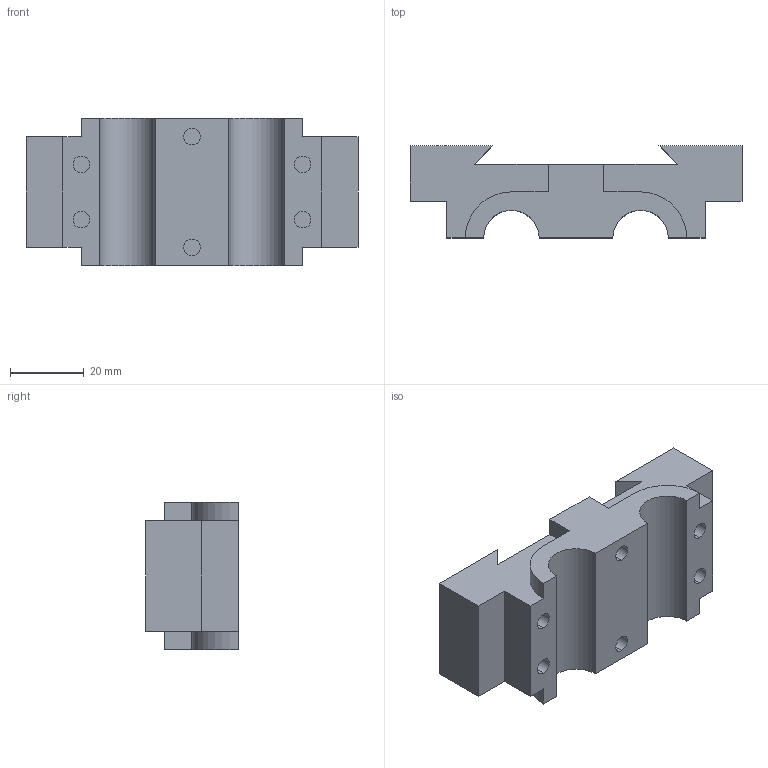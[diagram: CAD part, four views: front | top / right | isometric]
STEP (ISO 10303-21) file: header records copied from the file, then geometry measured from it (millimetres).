
FILE_DESCRIPTION (( 'STEP AP214' ), '1' );
FILE_NAME ('base.STEP', '2025-07-13T17:03:13', ( '' ), ( '' ), 'SwSTEP 2.0', 'SolidWorks 2025', '' );
FILE_SCHEMA (( 'AUTOMOTIVE_DESIGN' ));
Length unit declared in the file: millimetre
Products named in the file (1): base
Bounding box: 90 x 25 x 40 mm (x, y, z)
Volume: 53454.4 mm3; surface area: 14320.8 mm2
Topology: 1 solids, 1 shells, 52 faces, 132 edges, 88 vertices
Faces by surface type: plane 34, cylinder 18
Entity records: 1595 total; most frequent: DIRECTION 274, CARTESIAN_POINT 273, ORIENTED_EDGE 264, EDGE_CURVE 132, LINE 96, VECTOR 96, AXIS2_PLACEMENT_3D 89, VERTEX_POINT 88
